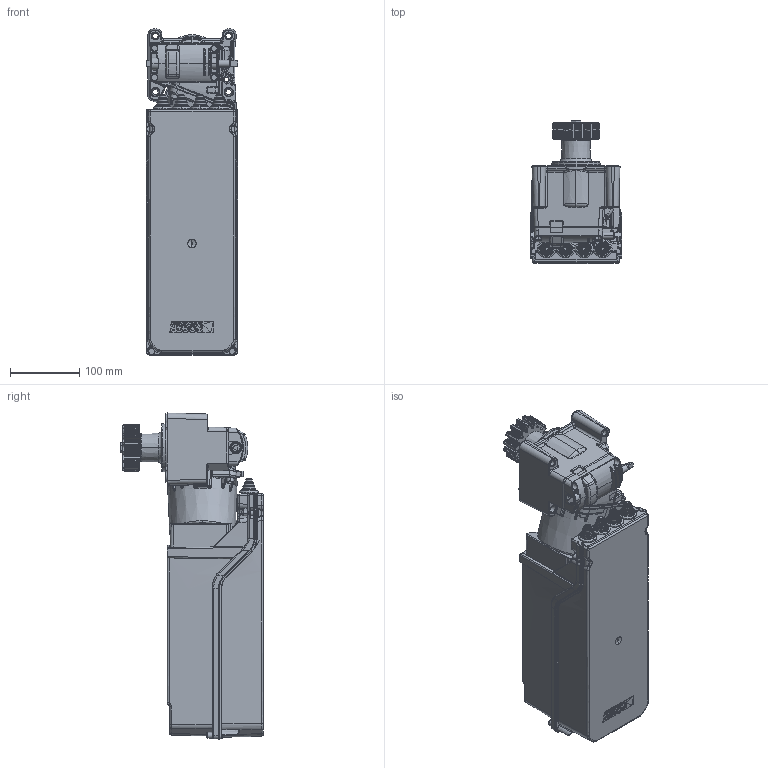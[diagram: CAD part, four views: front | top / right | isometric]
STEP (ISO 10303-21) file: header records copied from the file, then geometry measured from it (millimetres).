
FILE_DESCRIPTION (( 'STEP AP203' ), '1' );
FILE_NAME ('TW90 CENTRALE INTEGRATA - VOLUMETRICO 11-10-2024.STEP', '2024-10-11T06:41:27', ( '' ), ( '' ), 'SwSTEP 2.0', 'SolidWorks 2021', '' );
FILE_SCHEMA (( 'CONFIG_CONTROL_DESIGN' ));
Products named in the file (1): TW90 CENTRALE INTEGRATA - VOLUMETRICO 11-10-2024
Bounding box: 132 x 205.6 x 470 mm (x, y, z)
Volume: 6752467.6 mm3; surface area: 387308.7 mm2
Topology: 1 solids, 14 shells, 4227 faces, 10485 edges, 6337 vertices
Faces by surface type: bspline 1528, cylinder 1181, plane 974, cone 324, torus 187, sphere 33
Entity records: 192873 total; most frequent: CARTESIAN_POINT 104302, ORIENTED_EDGE 20812, DIRECTION 15513, EDGE_CURVE 10406, VERTEX_POINT 6330, AXIS2_PLACEMENT_3D 6004, EDGE_LOOP 4370, ADVANCED_FACE 4227
